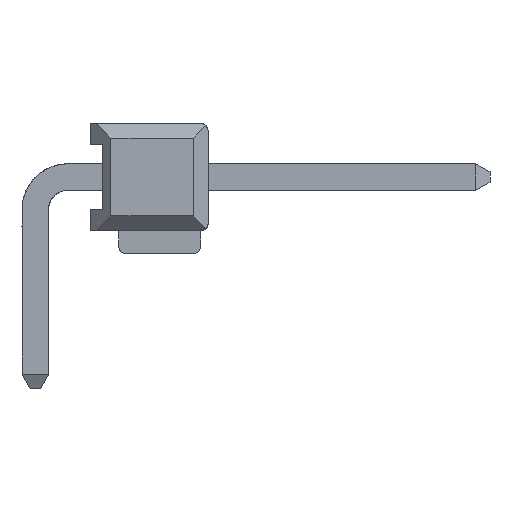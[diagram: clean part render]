
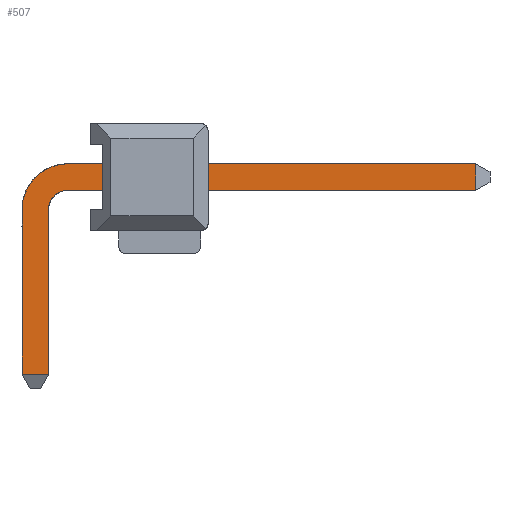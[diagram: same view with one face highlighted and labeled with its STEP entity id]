
A CAD part, left-side view. The second image highlights one B-rep face of the part: STEP entity #507.
In plain terms, the highlighted planar face has unit normal (-1, -0.003, 0).
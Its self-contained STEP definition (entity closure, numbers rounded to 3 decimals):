
#507=ADVANCED_FACE('',(#732),#7904,.T.);
#732=FACE_OUTER_BOUND('',#965,.T.);
#965=EDGE_LOOP('',(#1949,#1950,#1951,#1952));
#1949=ORIENTED_EDGE('',*,*,#5658,.T.);
#1950=ORIENTED_EDGE('',*,*,#5659,.T.);
#1951=ORIENTED_EDGE('',*,*,#5660,.T.);
#1952=ORIENTED_EDGE('',*,*,#5661,.T.);
#2275=(
BOUNDED_CURVE()
B_SPLINE_CURVE(2,(#13209,#13210,#13211),.UNSPECIFIED.,.F.,.F.)
B_SPLINE_CURVE_WITH_KNOTS((3,3),(-31.5,-30.87),
 .UNSPECIFIED.)
CURVE()
GEOMETRIC_REPRESENTATION_ITEM()
RATIONAL_B_SPLINE_CURVE((1.,1.,1.))
REPRESENTATION_ITEM('')
);
#2276=(
BOUNDED_CURVE()
B_SPLINE_CURVE(2,(#13212,#13213,#13214),.UNSPECIFIED.,.F.,.F.)
B_SPLINE_CURVE_WITH_KNOTS((3,3),(-31.5,-30.87),
 .UNSPECIFIED.)
CURVE()
GEOMETRIC_REPRESENTATION_ITEM()
RATIONAL_B_SPLINE_CURVE((1.,1.,1.))
REPRESENTATION_ITEM('')
);
#2277=(
BOUNDED_CURVE()
B_SPLINE_CURVE(2,(#13215,#13216,#13217,#13218,#13219,#13220,#13221),
 .UNSPECIFIED.,.F.,.F.)
B_SPLINE_CURVE_WITH_KNOTS((3,2,2,3),(-30.87,-23.432,
-21.728,-18.725),.UNSPECIFIED.)
CURVE()
GEOMETRIC_REPRESENTATION_ITEM()
RATIONAL_B_SPLINE_CURVE((1.,1.,1.,0.707,1.,1.,1.))
REPRESENTATION_ITEM('')
);
#2278=(
BOUNDED_CURVE()
B_SPLINE_CURVE(2,(#13222,#13223,#13224,#13225,#13226,#13227,#13228),
 .UNSPECIFIED.,.F.,.F.)
B_SPLINE_CURVE_WITH_KNOTS((3,2,2,3),(-30.87,-23.432,
-21.728,-18.725),.UNSPECIFIED.)
CURVE()
GEOMETRIC_REPRESENTATION_ITEM()
RATIONAL_B_SPLINE_CURVE((1.,1.,1.,0.707,1.,1.,1.))
REPRESENTATION_ITEM('')
);
#2279=(
BOUNDED_CURVE()
B_SPLINE_CURVE(2,(#13229,#13230,#13231),.UNSPECIFIED.,.F.,.F.)
B_SPLINE_CURVE_WITH_KNOTS((3,3),(-18.725,-18.095),
 .UNSPECIFIED.)
CURVE()
GEOMETRIC_REPRESENTATION_ITEM()
RATIONAL_B_SPLINE_CURVE((1.,1.,1.))
REPRESENTATION_ITEM('')
);
#2280=(
BOUNDED_CURVE()
B_SPLINE_CURVE(2,(#13232,#13233,#13234),.UNSPECIFIED.,.F.,.F.)
B_SPLINE_CURVE_WITH_KNOTS((3,3),(-18.725,-18.095),
 .UNSPECIFIED.)
CURVE()
GEOMETRIC_REPRESENTATION_ITEM()
RATIONAL_B_SPLINE_CURVE((1.,1.,1.))
REPRESENTATION_ITEM('')
);
#2281=(
BOUNDED_CURVE()
B_SPLINE_CURVE(2,(#13235,#13236,#13237,#13238,#13239,#13240,#13241),
 .UNSPECIFIED.,.F.,.F.)
B_SPLINE_CURVE_WITH_KNOTS((3,2,2,3),(-18.095,-15.093,
-14.378,-6.94),.UNSPECIFIED.)
CURVE()
GEOMETRIC_REPRESENTATION_ITEM()
RATIONAL_B_SPLINE_CURVE((1.,1.,1.,0.707,1.,1.,1.))
REPRESENTATION_ITEM('')
);
#2282=(
BOUNDED_CURVE()
B_SPLINE_CURVE(2,(#13242,#13243,#13244,#13245,#13246,#13247,#13248),
 .UNSPECIFIED.,.F.,.F.)
B_SPLINE_CURVE_WITH_KNOTS((3,2,2,3),(-18.095,-15.093,
-14.378,-6.94),.UNSPECIFIED.)
CURVE()
GEOMETRIC_REPRESENTATION_ITEM()
RATIONAL_B_SPLINE_CURVE((1.,1.,1.,0.707,1.,1.,1.))
REPRESENTATION_ITEM('')
);
#3257=PCURVE('',#7904,#4387);
#3258=PCURVE('',#7904,#4388);
#3259=PCURVE('',#7904,#4389);
#3260=PCURVE('',#7904,#4390);
#4387=DEFINITIONAL_REPRESENTATION('',(#2276),#14119);
#4388=DEFINITIONAL_REPRESENTATION('',(#2278),#14119);
#4389=DEFINITIONAL_REPRESENTATION('',(#2280),#14119);
#4390=DEFINITIONAL_REPRESENTATION('',(#2282),#14119);
#5065=SURFACE_CURVE('',#2275,(#3257),.PCURVE_S1.);
#5066=SURFACE_CURVE('',#2277,(#3258),.PCURVE_S1.);
#5067=SURFACE_CURVE('',#2279,(#3259),.PCURVE_S1.);
#5068=SURFACE_CURVE('',#2281,(#3260),.PCURVE_S1.);
#5658=EDGE_CURVE('',#7639,#7642,#5065,.T.);
#5659=EDGE_CURVE('',#7642,#7641,#5066,.T.);
#5660=EDGE_CURVE('',#7641,#7640,#5067,.T.);
#5661=EDGE_CURVE('',#7640,#7639,#5068,.T.);
#7639=VERTEX_POINT('',#13205);
#7640=VERTEX_POINT('',#13206);
#7641=VERTEX_POINT('',#13207);
#7642=VERTEX_POINT('',#13208);
#7904=PLANE('',#8119);
#8119=AXIS2_PLACEMENT_3D('',#13204,#8319,$);
#8319=DIRECTION('',(-1.,-0.003,0.));
#13204=CARTESIAN_POINT('',(-0.316,0.422,-2.91));
#13205=CARTESIAN_POINT('',(-0.288,-10.456,1.505));
#13206=CARTESIAN_POINT('',(-0.315,-0.316,-2.86));
#13207=CARTESIAN_POINT('',(-0.316,0.314,-2.86));
#13208=CARTESIAN_POINT('',(-0.288,-10.456,2.135));
#13209=CARTESIAN_POINT('',(-0.288,-10.456,1.505));
#13210=CARTESIAN_POINT('',(-0.288,-10.456,1.82));
#13211=CARTESIAN_POINT('',(-0.288,-10.456,2.135));
#13212=CARTESIAN_POINT('',(0.,0.));
#13213=CARTESIAN_POINT('',(0.,0.315));
#13214=CARTESIAN_POINT('',(0.,0.63));
#13215=CARTESIAN_POINT('',(-0.288,-10.456,2.135));
#13216=CARTESIAN_POINT('',(-0.3,-5.614,2.135));
#13217=CARTESIAN_POINT('',(-0.313,-0.771,2.135));
#13218=CARTESIAN_POINT('',(-0.316,0.314,2.135));
#13219=CARTESIAN_POINT('',(-0.316,0.314,1.05));
#13220=CARTESIAN_POINT('',(-0.316,0.314,-0.905));
#13221=CARTESIAN_POINT('',(-0.316,0.314,-2.86));
#13222=CARTESIAN_POINT('',(0.,0.63));
#13223=CARTESIAN_POINT('',(-4.843,0.63));
#13224=CARTESIAN_POINT('',(-9.686,0.63));
#13225=CARTESIAN_POINT('',(-10.771,0.63));
#13226=CARTESIAN_POINT('',(-10.771,-0.455));
#13227=CARTESIAN_POINT('',(-10.771,-2.41));
#13228=CARTESIAN_POINT('',(-10.771,-4.365));
#13229=CARTESIAN_POINT('',(-0.316,0.314,-2.86));
#13230=CARTESIAN_POINT('',(-0.315,-0.001,-2.86));
#13231=CARTESIAN_POINT('',(-0.315,-0.316,-2.86));
#13232=CARTESIAN_POINT('',(-10.771,-4.365));
#13233=CARTESIAN_POINT('',(-10.456,-4.365));
#13234=CARTESIAN_POINT('',(-10.141,-4.365));
#13235=CARTESIAN_POINT('',(-0.315,-0.316,-2.86));
#13236=CARTESIAN_POINT('',(-0.314,-0.316,-0.905));
#13237=CARTESIAN_POINT('',(-0.314,-0.316,1.05));
#13238=CARTESIAN_POINT('',(-0.314,-0.316,1.505));
#13239=CARTESIAN_POINT('',(-0.313,-0.771,1.505));
#13240=CARTESIAN_POINT('',(-0.3,-5.614,1.505));
#13241=CARTESIAN_POINT('',(-0.288,-10.456,1.505));
#13242=CARTESIAN_POINT('',(-10.141,-4.365));
#13243=CARTESIAN_POINT('',(-10.141,-2.41));
#13244=CARTESIAN_POINT('',(-10.141,-0.455));
#13245=CARTESIAN_POINT('',(-10.141,0.));
#13246=CARTESIAN_POINT('',(-9.686,0.));
#13247=CARTESIAN_POINT('',(-4.843,0.));
#13248=CARTESIAN_POINT('',(0.,0.));
#14119=(
GEOMETRIC_REPRESENTATION_CONTEXT(2)
PARAMETRIC_REPRESENTATION_CONTEXT()
REPRESENTATION_CONTEXT('pspace','')
);
